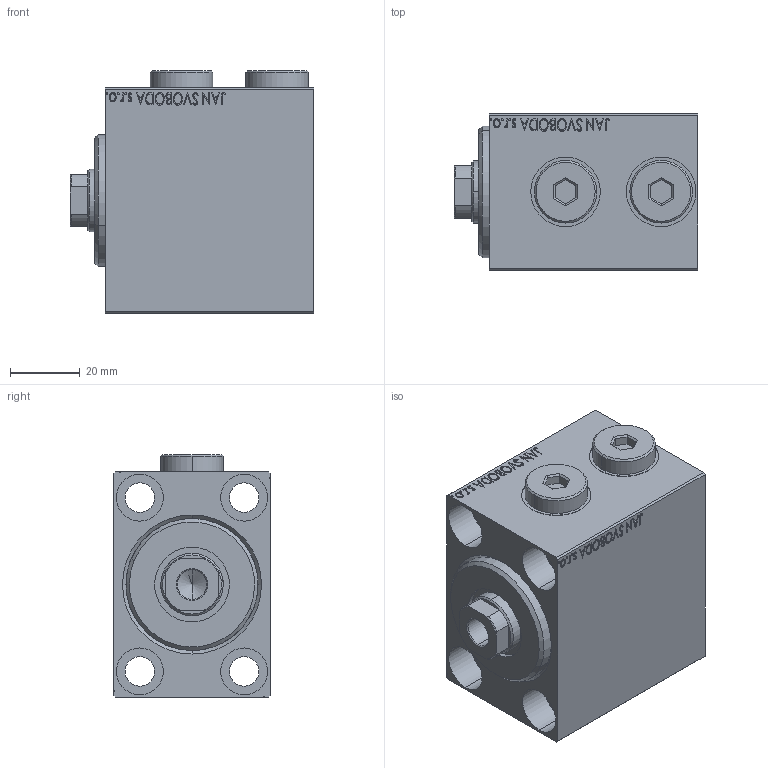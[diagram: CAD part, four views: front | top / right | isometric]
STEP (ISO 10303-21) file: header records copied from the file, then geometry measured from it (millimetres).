
FILE_DESCRIPTION (( 'STEP AP203' ), '1' );
FILE_NAME ('0460.STEP', '2024-02-13T06:40:53', ( '' ), ( '' ), 'SwSTEP 2.0', 'SolidWorks 2019', '' );
FILE_SCHEMA (( 'CONFIG_CONTROL_DESIGN' ));
Length unit declared in the file: millimetre
Products named in the file (5): 0460; V450CM_VC_B c1dea04a86859bbcf34eaa1d80a6cdc6; V450CM_C_Body c1dea04a86859bbcf34eaa1d80a6cdc6; V450CM_C_VCP c1dea04a86859bbcf34eaa1d80a6cdc6; Zatka_OIL_PORT c1dea04a86859bbcf34eaa1d80a6cdc6
Assembly tree (5 placements, depth 2):
  0460
    V450CM_C_Body c1dea04a86859bbcf34eaa1d80a6cdc6
    V450CM_C_VCP c1dea04a86859bbcf34eaa1d80a6cdc6
    V450CM_VC_B c1dea04a86859bbcf34eaa1d80a6cdc6
    Zatka_OIL_PORT c1dea04a86859bbcf34eaa1d80a6cdc6  x2
Bounding box: 70 x 45 x 69.9 mm (x, y, z)
Volume: 151754.7 mm3; surface area: 45220.3 mm2
Topology: 5 solids, 5 shells, 916 faces, 2333 edges, 1541 vertices
Faces by surface type: plane 444, bspline 380, cylinder 74, cone 18
Entity records: 45220 total; most frequent: CARTESIAN_POINT 25387, ORIENTED_EDGE 4582, DIRECTION 2719, EDGE_CURVE 2291, VERTEX_POINT 1517, VECTOR 1353, LINE 1353, EDGE_LOOP 1030
